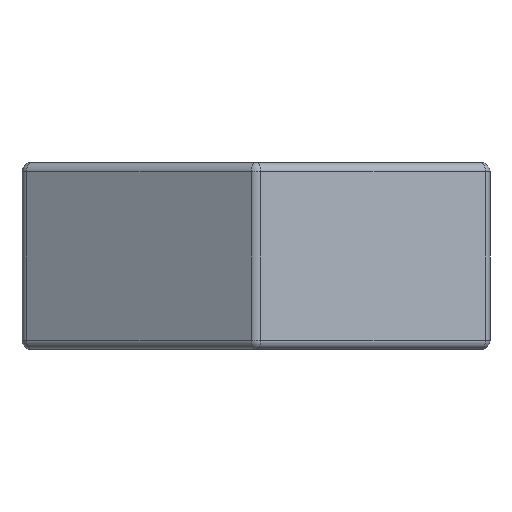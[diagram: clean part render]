
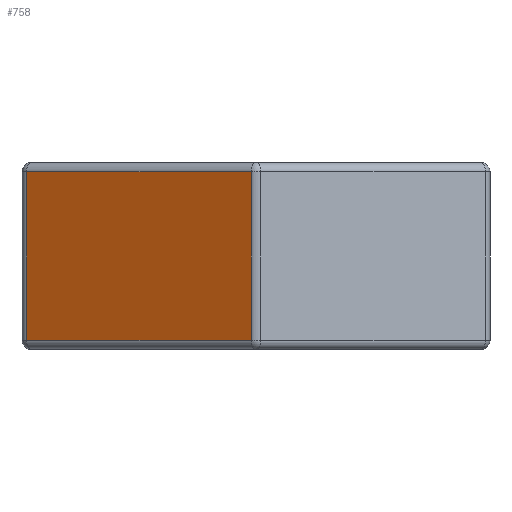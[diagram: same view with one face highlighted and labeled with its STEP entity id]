
A CAD part, left-side view. The second image highlights one B-rep face of the part: STEP entity #758.
In plain terms, the highlighted planar face has unit normal (-0.866, 0.5, 0).
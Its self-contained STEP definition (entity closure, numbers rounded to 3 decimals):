
#22=PLANE('',#859);
#74=FACE_OUTER_BOUND('',#125,.T.);
#125=EDGE_LOOP('',(#602,#603,#604,#605));
#242=LINE('',#1494,#287);
#243=LINE('',#1502,#288);
#245=LINE('',#1508,#290);
#246=LINE('',#1509,#291);
#287=VECTOR('',#1042,10.);
#288=VECTOR('',#1053,10.);
#290=VECTOR('',#1059,10.);
#291=VECTOR('',#1060,10.);
#354=VERTEX_POINT('',#1489);
#355=VERTEX_POINT('',#1493);
#357=VERTEX_POINT('',#1501);
#359=VERTEX_POINT('',#1507);
#444=EDGE_CURVE('',#354,#355,#242,.T.);
#448=EDGE_CURVE('',#355,#357,#243,.T.);
#451=EDGE_CURVE('',#359,#354,#245,.T.);
#452=EDGE_CURVE('',#357,#359,#246,.T.);
#602=ORIENTED_EDGE('',*,*,#444,.F.);
#603=ORIENTED_EDGE('',*,*,#451,.F.);
#604=ORIENTED_EDGE('',*,*,#452,.F.);
#605=ORIENTED_EDGE('',*,*,#448,.F.);
#758=ADVANCED_FACE('',(#74),#22,.T.);
#859=AXIS2_PLACEMENT_3D('',#1506,#1057,#1058);
#1042=DIRECTION('',(0.,0.,1.));
#1053=DIRECTION('',(-0.5,-0.866,0.));
#1057=DIRECTION('center_axis',(-0.866,0.5,0.));
#1058=DIRECTION('ref_axis',(-0.5,-0.866,0.));
#1059=DIRECTION('',(0.5,0.866,0.));
#1060=DIRECTION('',(0.,0.,-1.));
#1489=CARTESIAN_POINT('',(25.528,-22.55,0.1));
#1493=CARTESIAN_POINT('',(25.528,-22.55,1.9));
#1494=CARTESIAN_POINT('',(25.528,-22.55,0.));
#1501=CARTESIAN_POINT('',(24.142,-24.95,1.9));
#1502=CARTESIAN_POINT('',(25.196,-23.125,1.9));
#1506=CARTESIAN_POINT('Origin',(25.557,-22.5,0.));
#1507=CARTESIAN_POINT('',(24.142,-24.95,0.1));
#1508=CARTESIAN_POINT('',(25.196,-23.125,0.1));
#1509=CARTESIAN_POINT('',(24.142,-24.95,0.));
